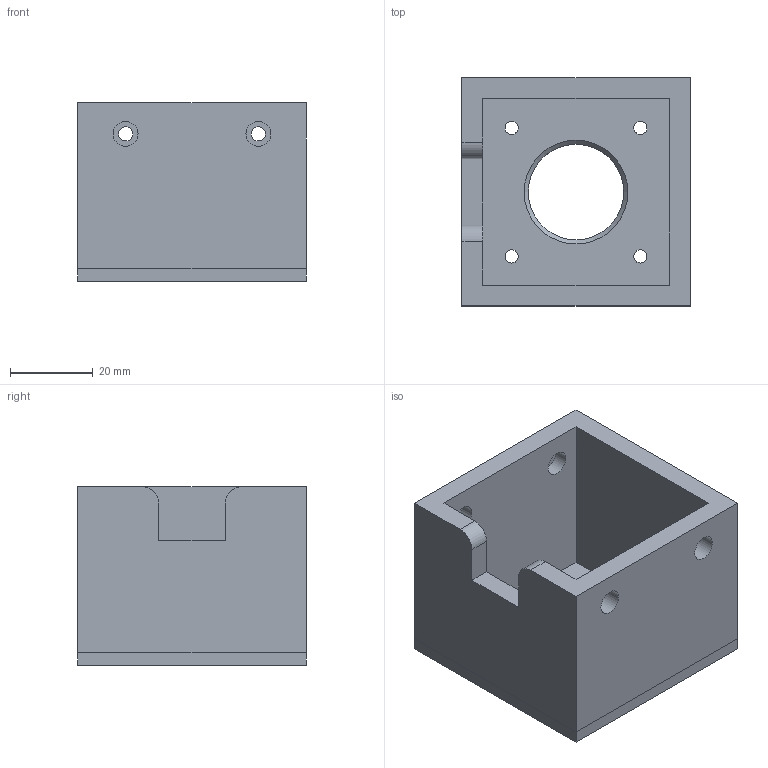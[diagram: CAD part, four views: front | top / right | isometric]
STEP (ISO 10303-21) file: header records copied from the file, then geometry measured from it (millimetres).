
FILE_DESCRIPTION(('FreeCAD Model'),'2;1');
FILE_NAME('Open CASCADE Shape Model','2022-02-13T12:07:33',(''),(''), 'Open CASCADE STEP processor 7.6','FreeCAD','Unknown');
FILE_SCHEMA(('AUTOMOTIVE_DESIGN { 1 0 10303 214 1 1 1 1 }'));
Length unit declared in the file: millimetre
Products named in the file (1): Chamfer001
Bounding box: 55 x 55 x 43 mm (x, y, z)
Volume: 46092.2 mm3; surface area: 21977.3 mm2
Topology: 1 solids, 1 shells, 38 faces, 93 edges, 59 vertices
Faces by surface type: plane 20, cylinder 13, cone 5
Full cylindrical faces by diameter (mm): 3.2 x4, 3.4 x2, 6 x4, 23 x1
Entity records: 2391 total; most frequent: CARTESIAN_POINT 423, DIRECTION 372, LINE 212, VECTOR 212, ORIENTED_EDGE 186, PCURVE 186, DEFINITIONAL_REPRESENTATION 186, EDGE_CURVE 93
